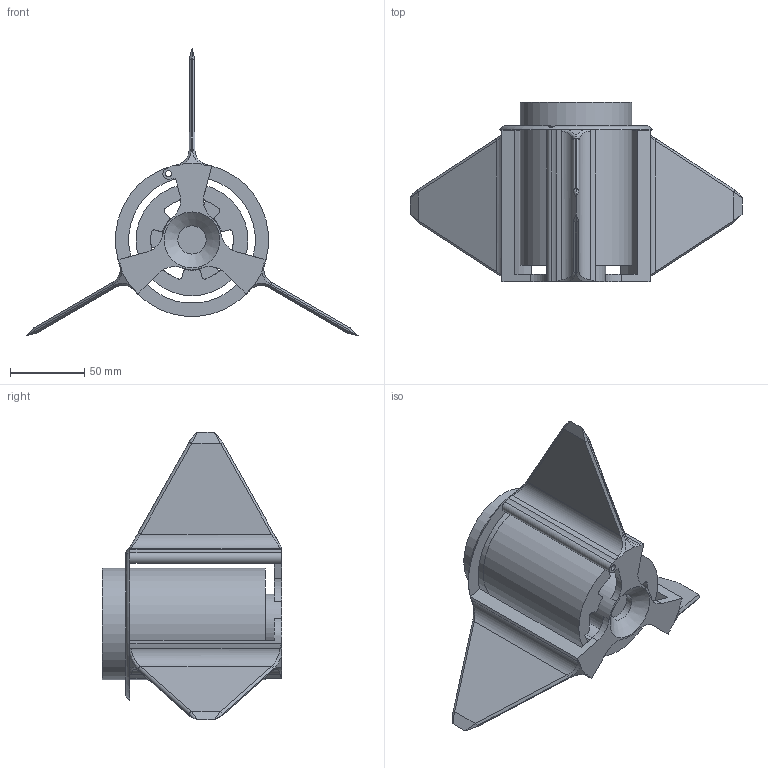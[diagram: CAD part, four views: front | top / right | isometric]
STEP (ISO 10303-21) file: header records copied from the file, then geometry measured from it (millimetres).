
FILE_DESCRIPTION(/* description */ (''),/* implementation_level */ '2;1');
FILE_NAME(/* name */ 'LatchMech v7.step',/* time_stamp */ '2023-09-28T22:52:45-04:00',/* author */ (''),/* organization */ (''),/* preprocessor_version */ 'ST-DEVELOPER v20',/* originating_system */ 'Autodesk Translation Framework v12.14.0.127',/* authorisation */ '');
FILE_SCHEMA (('AUTOMOTIVE_DESIGN { 1 0 10303 214 3 1 1 }'));
Length unit declared in the file: millimetre
Products named in the file (2): LatchMech; Estes_E12_Motor
Assembly tree (1 placements, depth 2):
  LatchMech
    Estes_E12_Motor
Bounding box: 223.48 x 120.5 x 193.54 mm (x, y, z)
Volume: 455334.7 mm3; surface area: 148515.8 mm2
Topology: 5 solids, 5 shells, 245 faces, 675 edges, 439 vertices
Faces by surface type: cylinder 112, plane 96, bspline 19, torus 16, cone 2
Full cylindrical faces by diameter (mm): 4.175 x2, 15 x1, 19 x1, 24 x1, 24.25 x2, 40 x1, 75.2 x2
Entity records: 9050 total; most frequent: CARTESIAN_POINT 2719, ORIENTED_EDGE 1350, DIRECTION 1275, EDGE_CURVE 675, AXIS2_PLACEMENT_3D 470, VERTEX_POINT 439, LINE 335, VECTOR 335
